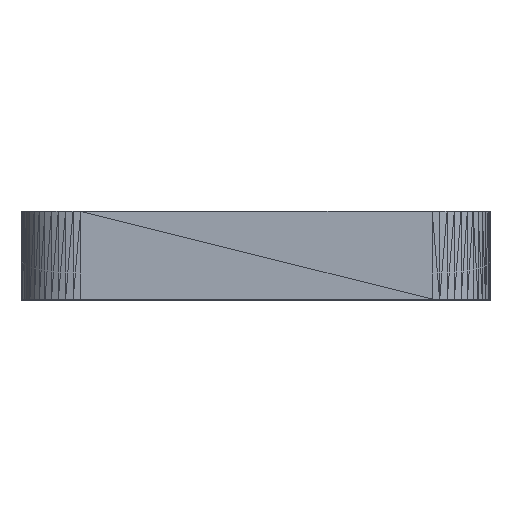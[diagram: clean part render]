
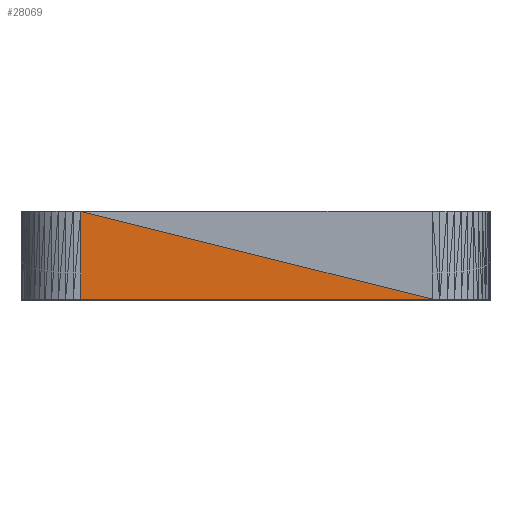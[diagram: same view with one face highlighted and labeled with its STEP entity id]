
A CAD part, top view. The second image highlights one B-rep face of the part: STEP entity #28069.
In plain terms, the highlighted planar face has unit normal (0, 0, 1).
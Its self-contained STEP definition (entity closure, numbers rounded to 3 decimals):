
#547 = VERTEX_POINT('',#548);
#548 = CARTESIAN_POINT('',(-54.921,15.,255.092));
#10756 = VERTEX_POINT('',#10757);
#10757 = CARTESIAN_POINT('',(-54.921,-15.,255.092));
#11107 = PLANE('',#11108);
#11108 = AXIS2_PLACEMENT_3D('',#11109,#11110,#11111);
#11109 = CARTESIAN_POINT('',(-55.605,-0.628,
    255.047));
#11110 = DIRECTION('',(-0.065,0.,0.998));
#11111 = DIRECTION('',(0.998,0.,0.065));
#11227 = EDGE_CURVE('',#10756,#547,#11228,.T.);
#11228 = SURFACE_CURVE('',#11229,(#11233,#11240),.PCURVE_S1.);
#11229 = LINE('',#11230,#11231);
#11230 = CARTESIAN_POINT('',(-54.921,-15.,255.092));
#11231 = VECTOR('',#11232,1.);
#11232 = DIRECTION('',(0.,1.,0.));
#11233 = PCURVE('',#11107,#11234);
#11234 = DEFINITIONAL_REPRESENTATION('',(#11235),#11239);
#11235 = LINE('',#11236,#11237);
#11236 = CARTESIAN_POINT('',(0.685,-14.372));
#11237 = VECTOR('',#11238,1.);
#11238 = DIRECTION('',(0.,1.));
#11239 = ( GEOMETRIC_REPRESENTATION_CONTEXT(2) 
PARAMETRIC_REPRESENTATION_CONTEXT() REPRESENTATION_CONTEXT('2D SPACE',''
  ) );
#11240 = PCURVE('',#11241,#11246);
#11241 = PLANE('',#11242);
#11242 = AXIS2_PLACEMENT_3D('',#11243,#11244,#11245);
#11243 = CARTESIAN_POINT('',(-1.433,-6.578,
    255.092));
#11244 = DIRECTION('',(0.,0.,1.));
#11245 = DIRECTION('',(1.,0.,-0.));
#11246 = DEFINITIONAL_REPRESENTATION('',(#11247),#11250);
#11247 = B_SPLINE_CURVE_WITH_KNOTS('',1,(#11248,#11249),.UNSPECIFIED.,
  .F.,.F.,(2,2),(0.,30.),.PIECEWISE_BEZIER_KNOTS.);
#11248 = CARTESIAN_POINT('',(-53.488,-8.422));
#11249 = CARTESIAN_POINT('',(-53.488,21.578));
#11250 = ( GEOMETRIC_REPRESENTATION_CONTEXT(2) 
PARAMETRIC_REPRESENTATION_CONTEXT() REPRESENTATION_CONTEXT('2D SPACE',''
  ) );
#18049 = VERTEX_POINT('',#18050);
#18050 = CARTESIAN_POINT('',(65.21,-15.,255.092));
#18064 = PLANE('',#18065);
#18065 = AXIS2_PLACEMENT_3D('',#18066,#18067,#18068);
#18066 = CARTESIAN_POINT('',(11.722,6.578,
    255.092));
#18067 = DIRECTION('',(0.,0.,1.));
#18068 = DIRECTION('',(1.,0.,-0.));
#18283 = PLANE('',#18284);
#18284 = AXIS2_PLACEMENT_3D('',#18285,#18286,#18287);
#18285 = CARTESIAN_POINT('',(8.316,-15.,249.086));
#18286 = DIRECTION('',(-0.,-1.,-0.));
#18287 = DIRECTION('',(0.,0.,-1.));
#18297 = EDGE_CURVE('',#18049,#10756,#18298,.T.);
#18298 = SURFACE_CURVE('',#18299,(#18303,#18310),.PCURVE_S1.);
#18299 = LINE('',#18300,#18301);
#18300 = CARTESIAN_POINT('',(65.21,-15.,255.092));
#18301 = VECTOR('',#18302,1.);
#18302 = DIRECTION('',(-1.,0.,0.));
#18303 = PCURVE('',#18283,#18304);
#18304 = DEFINITIONAL_REPRESENTATION('',(#18305),#18309);
#18305 = LINE('',#18306,#18307);
#18306 = CARTESIAN_POINT('',(-6.006,56.894));
#18307 = VECTOR('',#18308,1.);
#18308 = DIRECTION('',(0.,-1.));
#18309 = ( GEOMETRIC_REPRESENTATION_CONTEXT(2) 
PARAMETRIC_REPRESENTATION_CONTEXT() REPRESENTATION_CONTEXT('2D SPACE',''
  ) );
#18310 = PCURVE('',#11241,#18311);
#18311 = DEFINITIONAL_REPRESENTATION('',(#18312),#18315);
#18312 = B_SPLINE_CURVE_WITH_KNOTS('',1,(#18313,#18314),.UNSPECIFIED.,
  .F.,.F.,(2,2),(0.,120.131),.PIECEWISE_BEZIER_KNOTS.);
#18313 = CARTESIAN_POINT('',(66.643,-8.422));
#18314 = CARTESIAN_POINT('',(-53.488,-8.422));
#18315 = ( GEOMETRIC_REPRESENTATION_CONTEXT(2) 
PARAMETRIC_REPRESENTATION_CONTEXT() REPRESENTATION_CONTEXT('2D SPACE',''
  ) );
#27869 = EDGE_CURVE('',#547,#18049,#27870,.T.);
#27870 = SURFACE_CURVE('',#27871,(#27875,#27882),.PCURVE_S1.);
#27871 = LINE('',#27872,#27873);
#27872 = CARTESIAN_POINT('',(-54.921,15.,255.092));
#27873 = VECTOR('',#27874,1.);
#27874 = DIRECTION('',(0.97,-0.242,0.));
#27875 = PCURVE('',#18064,#27876);
#27876 = DEFINITIONAL_REPRESENTATION('',(#27877),#27881);
#27877 = LINE('',#27878,#27879);
#27878 = CARTESIAN_POINT('',(-66.643,8.422));
#27879 = VECTOR('',#27880,1.);
#27880 = DIRECTION('',(0.97,-0.242));
#27881 = ( GEOMETRIC_REPRESENTATION_CONTEXT(2) 
PARAMETRIC_REPRESENTATION_CONTEXT() REPRESENTATION_CONTEXT('2D SPACE',''
  ) );
#27882 = PCURVE('',#11241,#27883);
#27883 = DEFINITIONAL_REPRESENTATION('',(#27884),#27887);
#27884 = B_SPLINE_CURVE_WITH_KNOTS('',1,(#27885,#27886),.UNSPECIFIED.,
  .F.,.F.,(2,2),(0.,123.82),.PIECEWISE_BEZIER_KNOTS.);
#27885 = CARTESIAN_POINT('',(-53.488,21.578));
#27886 = CARTESIAN_POINT('',(66.643,-8.422));
#27887 = ( GEOMETRIC_REPRESENTATION_CONTEXT(2) 
PARAMETRIC_REPRESENTATION_CONTEXT() REPRESENTATION_CONTEXT('2D SPACE',''
  ) );
#28069 = ADVANCED_FACE('',(#28070),#11241,.T.);
#28070 = FACE_BOUND('',#28071,.T.);
#28071 = EDGE_LOOP('',(#28072,#28073,#28074));
#28072 = ORIENTED_EDGE('',*,*,#18297,.F.);
#28073 = ORIENTED_EDGE('',*,*,#27869,.F.);
#28074 = ORIENTED_EDGE('',*,*,#11227,.F.);
